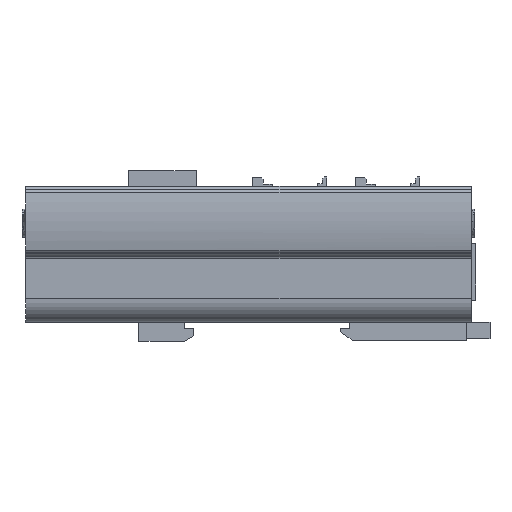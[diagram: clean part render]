
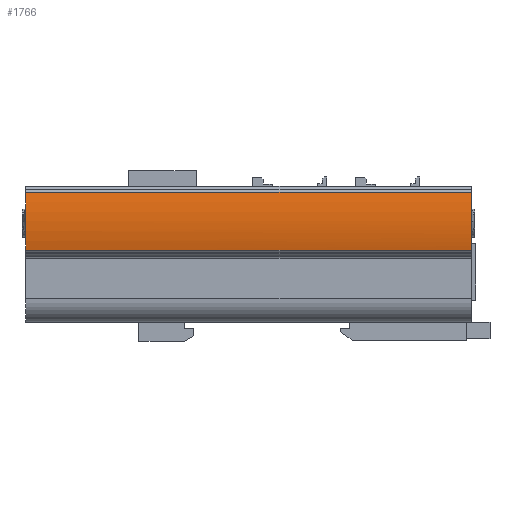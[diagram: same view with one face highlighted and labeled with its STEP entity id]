
A CAD part, left-side view. The second image highlights one B-rep face of the part: STEP entity #1766.
In plain terms, the highlighted cylindrical face has radius 28 mm (diameter 56 mm), a partial arc.
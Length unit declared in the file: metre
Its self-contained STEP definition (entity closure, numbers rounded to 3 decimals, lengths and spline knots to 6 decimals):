
#40 = VERTEX_POINT ( 'NONE', #2258 ) ;
#222 = VERTEX_POINT ( 'NONE', #2440 ) ;
#686 = EDGE_LOOP ( 'NONE', ( #1587, #1588, #1589, #1590, #1591, #1592 ) ) ;
#1042 = EDGE_CURVE ( 'NONE', #6768, #40, #7157, .T. ) ;
#1044 = EDGE_CURVE ( 'NONE', #6786, #6768, #7151, .T. ) ;
#1587 = ORIENTED_EDGE ( 'NONE', *, *, #1044, .T. ) ;
#1588 = ORIENTED_EDGE ( 'NONE', *, *, #1042, .T. ) ;
#1589 = ORIENTED_EDGE ( 'NONE', *, *, #1725, .F. ) ;
#1590 = ORIENTED_EDGE ( 'NONE', *, *, #1726, .F. ) ;
#1591 = ORIENTED_EDGE ( 'NONE', *, *, #1728, .F. ) ;
#1592 = ORIENTED_EDGE ( 'NONE', *, *, #7245, .T. ) ;
#1725 = EDGE_CURVE ( 'NONE', #222, #40, #4122, .T. ) ;
#1726 = EDGE_CURVE ( 'NONE', #6762, #222, #3922, .T. ) ;
#1728 = EDGE_CURVE ( 'NONE', #6801, #6762, #3923, .T. ) ;
#1766 = ADVANCED_FACE ( 'NONE', ( #4287 ), #4290, .T. ) ;
#2258 = CARTESIAN_POINT ( 'NONE',  ( -0.079311, -0.0428, 0.006175 ) ) ;
#2440 = CARTESIAN_POINT ( 'NONE',  ( -0.079311, 0.0522, 0.006175 ) ) ;
#2828 = CARTESIAN_POINT ( 'NONE',  ( -0.052, -0.0428, 0. ) ) ;
#2829 = DIRECTION ( 'NONE',  ( 0., 1., 0. ) ) ;
#2830 = DIRECTION ( 'NONE',  ( 0., 0., 1. ) ) ;
#2835 = CARTESIAN_POINT ( 'NONE',  ( -0.052, -0.0428, 0. ) ) ;
#2836 = DIRECTION ( 'NONE',  ( 0., 1., 0. ) ) ;
#2837 = DIRECTION ( 'NONE',  ( 0., 0., 1. ) ) ;
#3920 = VECTOR ( 'NONE', #4130, 1. ) ;
#3922 = CIRCLE ( 'NONE', #3924, 0.028 ) ;
#3923 = CIRCLE ( 'NONE', #3926, 0.028 ) ;
#3924 = AXIS2_PLACEMENT_3D ( 'NONE', #4131, #4132, #4133 ) ;
#3926 = AXIS2_PLACEMENT_3D ( 'NONE', #4135, #4136, #4137 ) ;
#4122 = LINE ( 'NONE', #4123, #3920 ) ;
#4123 = CARTESIAN_POINT ( 'NONE',  ( -0.079311, 0.0522, 0.006175 ) ) ;
#4130 = DIRECTION ( 'NONE',  ( 0., -1., 0. ) ) ;
#4131 = CARTESIAN_POINT ( 'NONE',  ( -0.052, 0.0522, 0. ) ) ;
#4132 = DIRECTION ( 'NONE',  ( 0., 1., 0. ) ) ;
#4133 = DIRECTION ( 'NONE',  ( 0., 0., 1. ) ) ;
#4135 = CARTESIAN_POINT ( 'NONE',  ( -0.052, 0.0522, 0. ) ) ;
#4136 = DIRECTION ( 'NONE',  ( 0., 1., 0. ) ) ;
#4137 = DIRECTION ( 'NONE',  ( 0., 0., 1. ) ) ;
#4284 = DIRECTION ( 'NONE',  ( 0., -1., 0. ) ) ;
#4287 = FACE_OUTER_BOUND ( 'NONE', #686, .T. ) ;
#4288 = CARTESIAN_POINT ( 'NONE',  ( -0.052, 0.0522, 0. ) ) ;
#4290 = CYLINDRICAL_SURFACE ( 'NONE', #4469, 0.028 ) ;
#4291 = DIRECTION ( 'NONE',  ( 0., 0., -1. ) ) ;
#4469 = AXIS2_PLACEMENT_3D ( 'NONE', #4288, #4284, #4291 ) ;
#6038 = CARTESIAN_POINT ( 'NONE',  ( -0.08, 0.0522, 0. ) ) ;
#6044 = CARTESIAN_POINT ( 'NONE',  ( -0.08, -0.0428, 0. ) ) ;
#6055 = CARTESIAN_POINT ( 'NONE',  ( -0.079311, -0.0428, -0.006175 ) ) ;
#6070 = CARTESIAN_POINT ( 'NONE',  ( -0.079311, 0.0522, -0.006175 ) ) ;
#6392 = CARTESIAN_POINT ( 'NONE',  ( -0.079311, 0.0522, -0.006175 ) ) ;
#6396 = LINE ( 'NONE', #6392, #6575 ) ;
#6403 = DIRECTION ( 'NONE',  ( 0., -1., 0. ) ) ;
#6575 = VECTOR ( 'NONE', #6403, 1. ) ;
#6762 = VERTEX_POINT ( 'NONE', #6038 ) ;
#6768 = VERTEX_POINT ( 'NONE', #6044 ) ;
#6786 = VERTEX_POINT ( 'NONE', #6055 ) ;
#6801 = VERTEX_POINT ( 'NONE', #6070 ) ;
#7146 = AXIS2_PLACEMENT_3D ( 'NONE', #2835, #2836, #2837 ) ;
#7150 = AXIS2_PLACEMENT_3D ( 'NONE', #2828, #2829, #2830 ) ;
#7151 = CIRCLE ( 'NONE', #7146, 0.028 ) ;
#7157 = CIRCLE ( 'NONE', #7150, 0.028 ) ;
#7245 = EDGE_CURVE ( 'NONE', #6801, #6786, #6396, .T. ) ;
